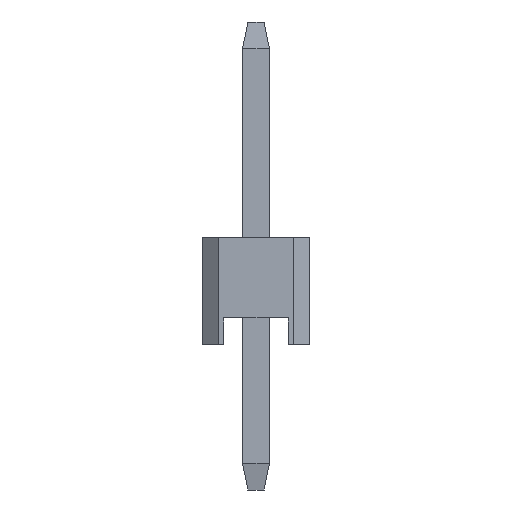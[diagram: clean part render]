
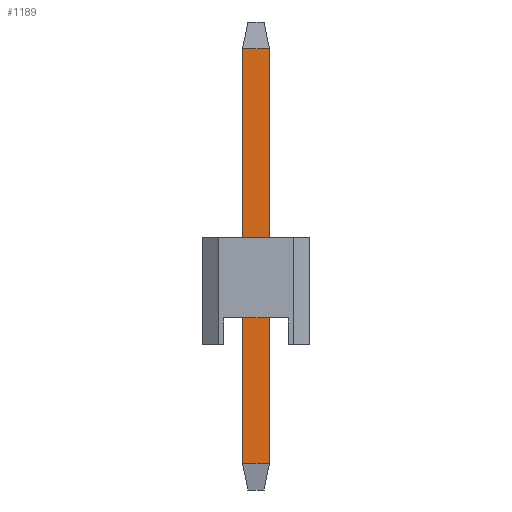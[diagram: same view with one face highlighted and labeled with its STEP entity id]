
A CAD part, left-side view. The second image highlights one B-rep face of the part: STEP entity #1189.
In plain terms, the highlighted planar face has unit normal (-1, 0, 0).
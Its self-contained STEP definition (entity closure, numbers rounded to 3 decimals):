
#1189=ADVANCED_FACE('',(#1977),#12577,.T.);
#1977=FACE_OUTER_BOUND('',#2825,.T.);
#2825=EDGE_LOOP('',(#6662,#6663,#6664,#6665));
#6662=ORIENTED_EDGE('',*,*,#8629,.F.);
#6663=ORIENTED_EDGE('',*,*,#8630,.F.);
#6664=ORIENTED_EDGE('',*,*,#8631,.F.);
#6665=ORIENTED_EDGE('',*,*,#8628,.F.);
#8628=EDGE_CURVE('',#11790,#11791,#10566,.T.);
#8629=EDGE_CURVE('',#11792,#11790,#10567,.T.);
#8630=EDGE_CURVE('',#11793,#11792,#10568,.T.);
#8631=EDGE_CURVE('',#11791,#11793,#10569,.T.);
#10566=B_SPLINE_CURVE_WITH_KNOTS('',1,(#20020,#20021),.UNSPECIFIED.,.F.,
 .F.,(2,2),(-7.7,0.),.UNSPECIFIED.);
#10567=B_SPLINE_CURVE_WITH_KNOTS('',1,(#20022,#20023),.UNSPECIFIED.,.F.,
 .F.,(2,2),(-0.5,0.),.UNSPECIFIED.);
#10568=B_SPLINE_CURVE_WITH_KNOTS('',1,(#20024,#20025),.UNSPECIFIED.,.F.,
 .F.,(2,2),(-7.7,0.),.UNSPECIFIED.);
#10569=B_SPLINE_CURVE_WITH_KNOTS('',1,(#20026,#20027),.UNSPECIFIED.,.F.,
 .F.,(2,2),(-0.5,0.),.UNSPECIFIED.);
#11790=VERTEX_POINT('',#20000);
#11791=VERTEX_POINT('',#20001);
#11792=VERTEX_POINT('',#20002);
#11793=VERTEX_POINT('',#20003);
#12577=PLANE('',#13385);
#13385=AXIS2_PLACEMENT_3D('',#19983,#14176,$);
#14176=DIRECTION('',(-1.,0.,0.));
#19983=CARTESIAN_POINT('',(-0.25,9.04,6.34));
#20000=CARTESIAN_POINT('',(-0.25,9.75,5.51));
#20001=CARTESIAN_POINT('',(-0.25,9.75,-2.19));
#20002=CARTESIAN_POINT('',(-0.25,10.25,5.51));
#20003=CARTESIAN_POINT('',(-0.25,10.25,-2.19));
#20020=CARTESIAN_POINT('',(-0.25,9.75,5.51));
#20021=CARTESIAN_POINT('',(-0.25,9.75,-2.19));
#20022=CARTESIAN_POINT('',(-0.25,10.25,5.51));
#20023=CARTESIAN_POINT('',(-0.25,9.75,5.51));
#20024=CARTESIAN_POINT('',(-0.25,10.25,-2.19));
#20025=CARTESIAN_POINT('',(-0.25,10.25,5.51));
#20026=CARTESIAN_POINT('',(-0.25,9.75,-2.19));
#20027=CARTESIAN_POINT('',(-0.25,10.25,-2.19));
